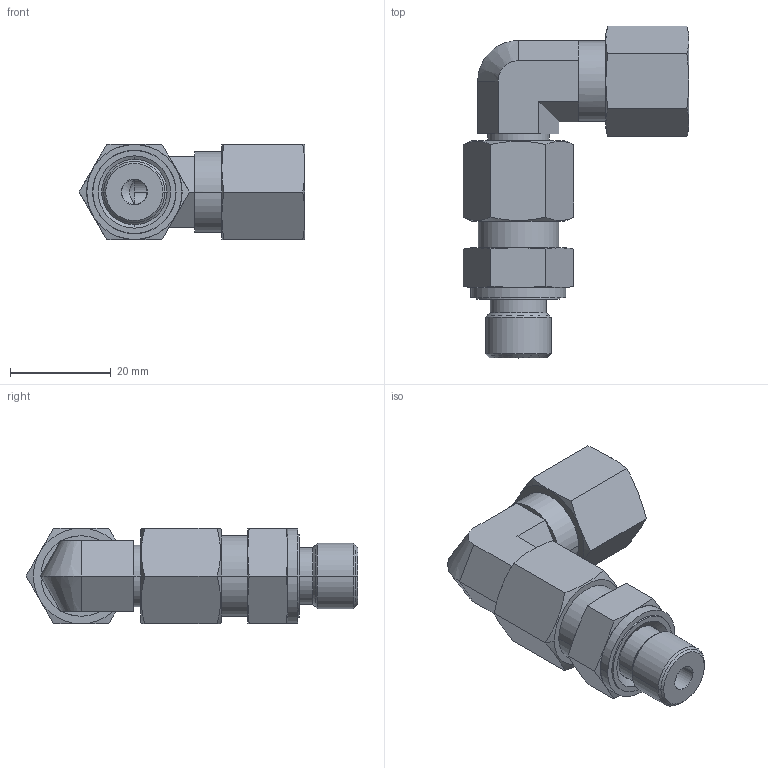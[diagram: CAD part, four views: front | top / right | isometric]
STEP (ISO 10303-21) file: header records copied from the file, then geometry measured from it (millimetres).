
FILE_DESCRIPTION((''),'2;1');
FILE_NAME('ILCM43000014','2009-07-27T',('mes'),(''),'PRO/ENGINEER BY PARAMETRIC TECHNOLOGY CORPORATION, 2007460','PRO/ENGINEER BY PARAMETRIC TECHNOLOGY CORPORATION, 2007460','');
FILE_SCHEMA(('AUTOMOTIVE_DESIGN_CC2 { 1 2 10303 214 -1 1 5 2 }'));
Length unit declared in the file: inch
Products named in the file (1): ILCM43000014
Bounding box: 44.87 x 66.02 x 19 mm (x, y, z)
Volume: 17373.6 mm3; surface area: 9913.6 mm2
Topology: 1 solids, 4 shells, 183 faces, 394 edges, 234 vertices
Faces by surface type: cone 66, plane 63, cylinder 46, torus 8
Entity records: 6827 total; most frequent: CARTESIAN_POINT 1434, DIRECTION 884, ORIENTED_EDGE 784, EDGE_CURVE 394, AXIS2_PLACEMENT_3D 370, VERTEX_POINT 234, EDGE_LOOP 206, CIRCLE 186
